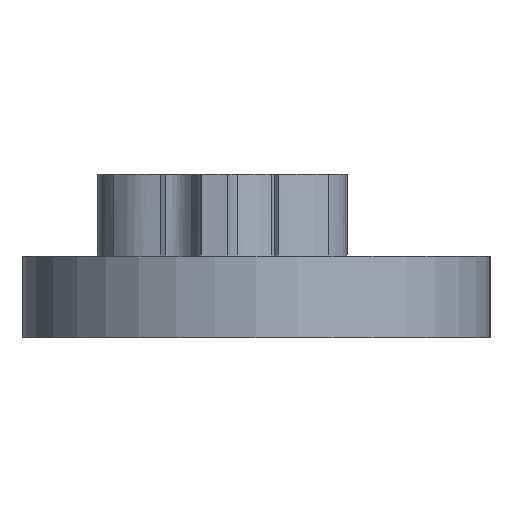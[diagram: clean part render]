
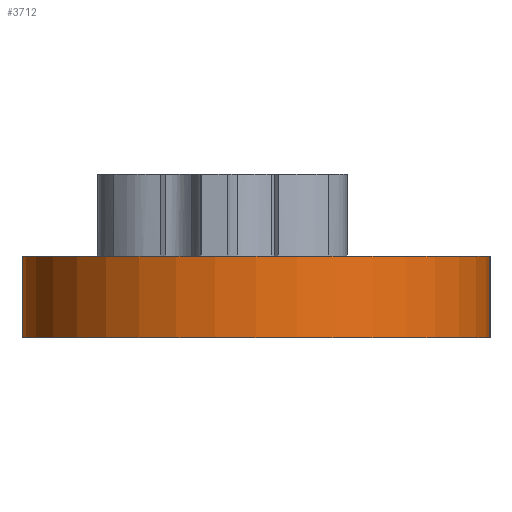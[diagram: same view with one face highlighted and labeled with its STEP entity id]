
A CAD part, left-side view. The second image highlights one B-rep face of the part: STEP entity #3712.
In plain terms, the highlighted cylindrical face has radius 2.867 mm (diameter 5.733 mm), a partial arc.
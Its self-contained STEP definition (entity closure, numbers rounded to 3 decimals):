
#144=CYLINDRICAL_SURFACE('',#3949,2.867);
#377=FACE_OUTER_BOUND('',#593,.T.);
#593=EDGE_LOOP('',(#2530,#2531,#2532,#2533));
#826=LINE('',#4920,#1172);
#827=LINE('',#4924,#1173);
#1172=VECTOR('',#4081,10.);
#1173=VECTOR('',#4086,10.);
#1497=CIRCLE('',#3947,2.867);
#1498=CIRCLE('',#3950,2.867);
#1502=VERTEX_POINT('',#4610);
#1503=VERTEX_POINT('',#4612);
#1567=VERTEX_POINT('',#4918);
#1568=VERTEX_POINT('',#4922);
#1886=EDGE_CURVE('',#1502,#1503,#1497,.T.);
#1952=EDGE_CURVE('',#1502,#1567,#826,.T.);
#1953=EDGE_CURVE('',#1568,#1567,#1498,.T.);
#1954=EDGE_CURVE('',#1503,#1568,#827,.T.);
#2530=ORIENTED_EDGE('',*,*,#1886,.F.);
#2531=ORIENTED_EDGE('',*,*,#1952,.T.);
#2532=ORIENTED_EDGE('',*,*,#1953,.F.);
#2533=ORIENTED_EDGE('',*,*,#1954,.F.);
#3712=ADVANCED_FACE('',(#377),#144,.T.);
#3947=AXIS2_PLACEMENT_3D('',#4613,#4056,#4057);
#3949=AXIS2_PLACEMENT_3D('',#4921,#4082,#4083);
#3950=AXIS2_PLACEMENT_3D('',#4923,#4084,#4085);
#4056=DIRECTION('center_axis',(0.,0.,1.));
#4057=DIRECTION('ref_axis',(1.,0.,0.));
#4081=DIRECTION('',(0.,0.,-1.));
#4082=DIRECTION('center_axis',(0.,0.,-1.));
#4083=DIRECTION('ref_axis',(-1.,0.,0.));
#4084=DIRECTION('center_axis',(0.,0.,-1.));
#4085=DIRECTION('ref_axis',(1.,0.,0.));
#4086=DIRECTION('',(0.,0.,-1.));
#4610=CARTESIAN_POINT('',(-24.,3.933,0.));
#4612=CARTESIAN_POINT('',(-24.,-1.8,0.));
#4613=CARTESIAN_POINT('Origin',(-24.,1.067,0.));
#4918=CARTESIAN_POINT('',(-24.,3.933,-1.));
#4920=CARTESIAN_POINT('',(-24.,3.933,0.));
#4921=CARTESIAN_POINT('Origin',(-24.,1.067,0.));
#4922=CARTESIAN_POINT('',(-24.,-1.8,-1.));
#4923=CARTESIAN_POINT('Origin',(-24.,1.067,-1.));
#4924=CARTESIAN_POINT('',(-24.,-1.8,0.));
